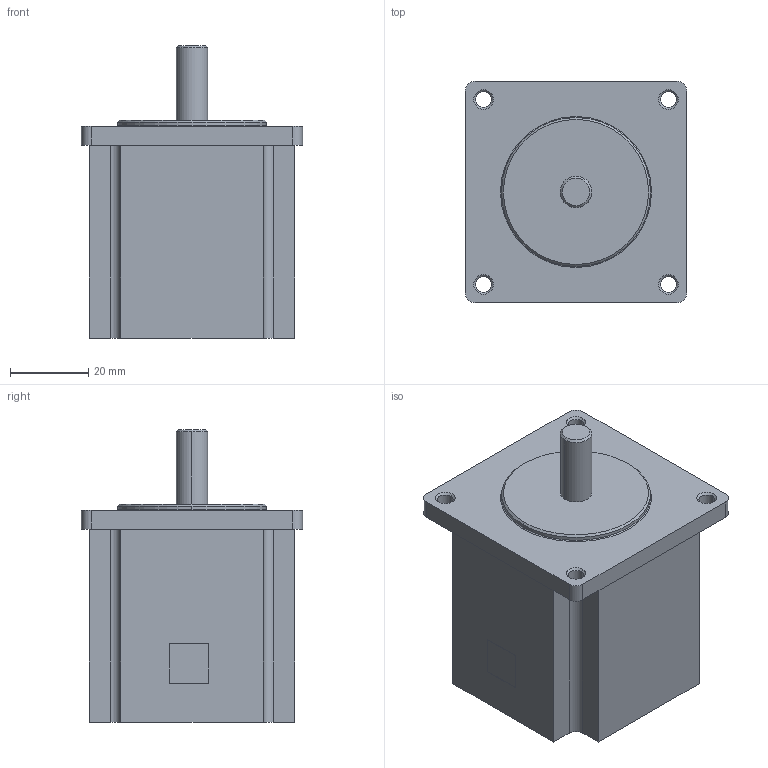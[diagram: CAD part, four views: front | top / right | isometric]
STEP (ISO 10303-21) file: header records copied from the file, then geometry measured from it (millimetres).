
FILE_DESCRIPTION(('CATIA V5 STEP Exchange'),'2;1');
FILE_NAME('StepEngine.stp','2020-05-20T16:05:03+00:00',('none'),('none'),'CATIA Version 5 Release 19 SP 9 (IN-10)','CATIA V5 STEP AP203','none');
FILE_SCHEMA(('CONFIG_CONTROL_DESIGN'));
Length unit declared in the file: millimetre
Products named in the file (1): Sajt
Bounding box: 56.4 x 56.4 x 74.6 mm (x, y, z)
Volume: 140498.4 mm3; surface area: 18258.7 mm2
Topology: 1 solids, 1 shells, 60 faces, 148 edges, 94 vertices
Faces by surface type: plane 26, cylinder 20, cone 12, torus 2
Entity records: 1728 total; most frequent: ORIENTED_EDGE 296, CARTESIAN_POINT 293, DIRECTION 248, EDGE_CURVE 148, AXIS2_PLACEMENT_3D 107, VERTEX_POINT 94, VECTOR 92, LINE 92
